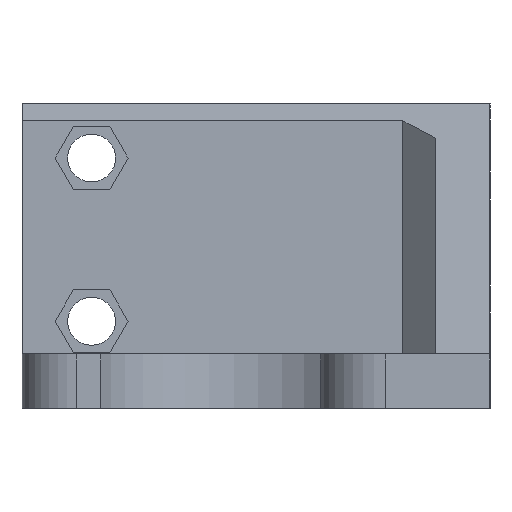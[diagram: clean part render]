
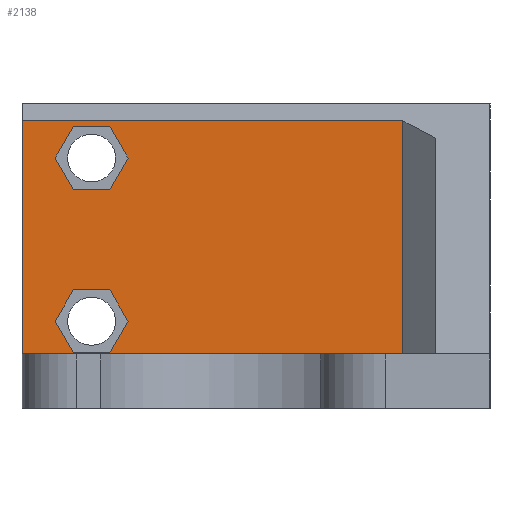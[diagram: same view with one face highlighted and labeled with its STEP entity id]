
A CAD part, left-side view. The second image highlights one B-rep face of the part: STEP entity #2138.
In plain terms, the highlighted planar face has unit normal (-1, 0, 0).
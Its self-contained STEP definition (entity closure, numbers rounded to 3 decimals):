
#1047 = DIRECTION ( 'NONE',  ( 0., 0., 1. ) ) ;
#1399 = DIRECTION ( 'NONE',  ( 1., 0., 0. ) ) ;
#1403 = PLANE ( 'NONE',  #1461 ) ;
#1433 = VECTOR ( 'NONE', #1486, 1000. ) ;
#1434 = CARTESIAN_POINT ( 'NONE',  ( -14.5, -19.9, -54.785 ) ) ;
#1435 = LINE ( 'NONE', #1434, #1433 ) ;
#1437 = CARTESIAN_POINT ( 'NONE',  ( -14.5, 9.651, 8. ) ) ;
#1441 = DIRECTION ( 'NONE',  ( 0., 0., -1. ) ) ;
#1447 = FACE_BOUND ( 'NONE', #3141, .T. ) ;
#1448 = DIRECTION ( 'NONE',  ( 0., 1., 0. ) ) ;
#1449 = VECTOR ( 'NONE', #1448, 1000. ) ;
#1452 = FACE_OUTER_BOUND ( 'NONE', #2758, .T. ) ;
#1456 = LINE ( 'NONE', #1459, #1449 ) ;
#1457 = FACE_BOUND ( 'NONE', #2809, .T. ) ;
#1458 = CARTESIAN_POINT ( 'NONE',  ( -14.5, -18.6, -55.536 ) ) ;
#1459 = CARTESIAN_POINT ( 'NONE',  ( -14.5, -18.6, 10.9 ) ) ;
#1461 = AXIS2_PLACEMENT_3D ( 'NONE', #1458, #1399, #1441 ) ;
#1486 = DIRECTION ( 'NONE',  ( 0., -0.5, -0.866 ) ) ;
#1488 = CARTESIAN_POINT ( 'NONE',  ( -14.5, 14.674, 5.1 ) ) ;
#1498 = CARTESIAN_POINT ( 'NONE',  ( -14.5, 16.349, 8. ) ) ;
#1588 = CARTESIAN_POINT ( 'NONE',  ( -14.5, 14.674, 10.9 ) ) ;
#1592 = DIRECTION ( 'NONE',  ( 0., -0.5, 0.866 ) ) ;
#1593 = VECTOR ( 'NONE', #1592, 1000. ) ;
#1594 = CARTESIAN_POINT ( 'NONE',  ( -14.5, 30.1, -27.419 ) ) ;
#1600 = LINE ( 'NONE', #1594, #1593 ) ;
#1601 = LINE ( 'NONE', #1652, #1651 ) ;
#1608 = DIRECTION ( 'NONE',  ( 0., 0.5, 0.866 ) ) ;
#1609 = VECTOR ( 'NONE', #1608, 1000. ) ;
#1610 = CARTESIAN_POINT ( 'NONE',  ( -14.5, -24.923, -51.885 ) ) ;
#1611 = LINE ( 'NONE', #1610, #1609 ) ;
#1615 = CARTESIAN_POINT ( 'NONE',  ( -14.5, 41.619, -20.769 ) ) ;
#1616 = LINE ( 'NONE', #1615, #1648 ) ;
#1618 = CARTESIAN_POINT ( 'NONE',  ( -14.5, 11.326, 10.9 ) ) ;
#1619 = DIRECTION ( 'NONE',  ( 0., 0.5, -0.866 ) ) ;
#1620 = VECTOR ( 'NONE', #1619, 1000. ) ;
#1621 = CARTESIAN_POINT ( 'NONE',  ( -14.5, 35.123, -24.519 ) ) ;
#1622 = LINE ( 'NONE', #1621, #1620 ) ;
#1623 = CARTESIAN_POINT ( 'NONE',  ( -14.5, 11.326, 5.1 ) ) ;
#1625 = DIRECTION ( 'NONE',  ( 0., 1., 0. ) ) ;
#1628 = LINE ( 'NONE', #1673, #1672 ) ;
#1629 = DIRECTION ( 'NONE',  ( 0., -1., 0. ) ) ;
#1630 = VECTOR ( 'NONE', #1629, 1000. ) ;
#1631 = CARTESIAN_POINT ( 'NONE',  ( -14.5, -18.6, 25.9 ) ) ;
#1632 = LINE ( 'NONE', #1631, #1647 ) ;
#1634 = CARTESIAN_POINT ( 'NONE',  ( -14.5, 14.674, 20.1 ) ) ;
#1638 = LINE ( 'NONE', #1639, #1630 ) ;
#1639 = CARTESIAN_POINT ( 'NONE',  ( -14.5, -18.6, 20.1 ) ) ;
#1641 = DIRECTION ( 'NONE',  ( 0., 0.5, -0.866 ) ) ;
#1647 = VECTOR ( 'NONE', #1625, 1000. ) ;
#1648 = VECTOR ( 'NONE', #1641, 1000. ) ;
#1650 = DIRECTION ( 'NONE',  ( 0., -1., 0. ) ) ;
#1651 = VECTOR ( 'NONE', #1650, 1000. ) ;
#1652 = CARTESIAN_POINT ( 'NONE',  ( -14.5, -18.6, 5.1 ) ) ;
#1671 = DIRECTION ( 'NONE',  ( 0., -0.5, -0.866 ) ) ;
#1672 = VECTOR ( 'NONE', #1671, 1000. ) ;
#1673 = CARTESIAN_POINT ( 'NONE',  ( -14.5, -26.396, -51.035 ) ) ;
#1675 = CARTESIAN_POINT ( 'NONE',  ( -14.5, 16.349, 23. ) ) ;
#1683 = CARTESIAN_POINT ( 'NONE',  ( -14.5, -15.6, 5. ) ) ;
#1741 = DIRECTION ( 'NONE',  ( 0., -1., 0. ) ) ;
#1742 = CARTESIAN_POINT ( 'NONE',  ( -14.5, 19.4, 5. ) ) ;
#1744 = VECTOR ( 'NONE', #1741, 1000. ) ;
#1745 = CARTESIAN_POINT ( 'NONE',  ( -14.5, -18.6, 5. ) ) ;
#1746 = LINE ( 'NONE', #1745, #1744 ) ;
#1808 = VECTOR ( 'NONE', #1047, 1000. ) ;
#1822 = CARTESIAN_POINT ( 'NONE',  ( -14.5, 19.4, -55.536 ) ) ;
#1823 = LINE ( 'NONE', #1822, #1808 ) ;
#2137 = EDGE_CURVE ( 'NONE', #2757, #2742, #1456, .T. ) ;
#2138 = ADVANCED_FACE ( 'NONE', ( #1457, #1452, #1447 ), #1403, .F. ) ;
#2206 = ORIENTED_EDGE ( 'NONE', *, *, #2760, .F. ) ;
#2234 = CARTESIAN_POINT ( 'NONE',  ( -14.5, 14.674, 25.9 ) ) ;
#2238 = ORIENTED_EDGE ( 'NONE', *, *, #2137, .F. ) ;
#2246 = CARTESIAN_POINT ( 'NONE',  ( -14.5, 9.651, 23. ) ) ;
#2272 = VECTOR ( 'NONE', #2330, 1000. ) ;
#2273 = DIRECTION ( 'NONE',  ( 0., -0.5, 0.866 ) ) ;
#2274 = VECTOR ( 'NONE', #2273, 1000. ) ;
#2275 = CARTESIAN_POINT ( 'NONE',  ( -14.5, 36.596, -23.669 ) ) ;
#2278 = DIRECTION ( 'NONE',  ( 0., 0.5, 0.866 ) ) ;
#2279 = CARTESIAN_POINT ( 'NONE',  ( -14.5, -31.419, -48.135 ) ) ;
#2280 = LINE ( 'NONE', #2279, #2285 ) ;
#2281 = CARTESIAN_POINT ( 'NONE',  ( -14.5, 19.4, 26.414 ) ) ;
#2283 = DIRECTION ( 'NONE',  ( 0., 0., 1. ) ) ;
#2284 = VECTOR ( 'NONE', #2283, 1000. ) ;
#2285 = VECTOR ( 'NONE', #2278, 1000. ) ;
#2286 = CARTESIAN_POINT ( 'NONE',  ( -14.5, -15.6, 26.414 ) ) ;
#2287 = LINE ( 'NONE', #2275, #2274 ) ;
#2288 = CARTESIAN_POINT ( 'NONE',  ( -14.5, -15.6, 26.414 ) ) ;
#2289 = LINE ( 'NONE', #2288, #2284 ) ;
#2294 = CARTESIAN_POINT ( 'NONE',  ( -14.5, 11.326, 25.9 ) ) ;
#2295 = CARTESIAN_POINT ( 'NONE',  ( -14.5, 0., 26.414 ) ) ;
#2296 = LINE ( 'NONE', #2295, #2272 ) ;
#2297 = CARTESIAN_POINT ( 'NONE',  ( -14.5, 11.326, 20.1 ) ) ;
#2330 = DIRECTION ( 'NONE',  ( 0., 1., 0. ) ) ;
#2357 = VERTEX_POINT ( 'NONE', #1437 ) ;
#2362 = EDGE_CURVE ( 'NONE', #2726, #2363, #1435, .T. ) ;
#2363 = VERTEX_POINT ( 'NONE', #1488 ) ;
#2695 = ORIENTED_EDGE ( 'NONE', *, *, #2362, .F. ) ;
#2726 = VERTEX_POINT ( 'NONE', #1498 ) ;
#2741 = ORIENTED_EDGE ( 'NONE', *, *, #2811, .T. ) ;
#2742 = VERTEX_POINT ( 'NONE', #1588 ) ;
#2747 = EDGE_CURVE ( 'NONE', #2742, #2726, #1622, .T. ) ;
#2748 = ORIENTED_EDGE ( 'NONE', *, *, #3139, .T. ) ;
#2749 = VERTEX_POINT ( 'NONE', #1623 ) ;
#2750 = EDGE_CURVE ( 'NONE', #2357, #2757, #1611, .T. ) ;
#2752 = ORIENTED_EDGE ( 'NONE', *, *, #2750, .F. ) ;
#2757 = VERTEX_POINT ( 'NONE', #1618 ) ;
#2758 = EDGE_LOOP ( 'NONE', ( #2741, #2748, #3169, #3146 ) ) ;
#2759 = EDGE_CURVE ( 'NONE', #2749, #2357, #1600, .T. ) ;
#2760 = EDGE_CURVE ( 'NONE', #2363, #2749, #1601, .T. ) ;
#2767 = EDGE_CURVE ( 'NONE', #3110, #2784, #1616, .T. ) ;
#2768 = ORIENTED_EDGE ( 'NONE', *, *, #2767, .F. ) ;
#2770 = EDGE_CURVE ( 'NONE', #2771, #3136, #1638, .T. ) ;
#2771 = VERTEX_POINT ( 'NONE', #1634 ) ;
#2774 = ORIENTED_EDGE ( 'NONE', *, *, #2783, .F. ) ;
#2777 = ORIENTED_EDGE ( 'NONE', *, *, #2770, .F. ) ;
#2778 = EDGE_CURVE ( 'NONE', #3137, #3110, #1632, .T. ) ;
#2783 = EDGE_CURVE ( 'NONE', #2784, #2771, #1628, .T. ) ;
#2784 = VERTEX_POINT ( 'NONE', #1675 ) ;
#2807 = VERTEX_POINT ( 'NONE', #1683 ) ;
#2808 = ORIENTED_EDGE ( 'NONE', *, *, #2747, .F. ) ;
#2809 = EDGE_LOOP ( 'NONE', ( #2695, #2808, #2238, #2752, #2810, #2206 ) ) ;
#2810 = ORIENTED_EDGE ( 'NONE', *, *, #2759, .F. ) ;
#2811 = EDGE_CURVE ( 'NONE', #2812, #2807, #1746, .T. ) ;
#2812 = VERTEX_POINT ( 'NONE', #1742 ) ;
#3110 = VERTEX_POINT ( 'NONE', #2234 ) ;
#3136 = VERTEX_POINT ( 'NONE', #2297 ) ;
#3137 = VERTEX_POINT ( 'NONE', #2294 ) ;
#3139 = EDGE_CURVE ( 'NONE', #2807, #3162, #2289, .T. ) ;
#3140 = ORIENTED_EDGE ( 'NONE', *, *, #2778, .F. ) ;
#3141 = EDGE_LOOP ( 'NONE', ( #3153, #3143, #2777, #2774, #2768, #3140 ) ) ;
#3143 = ORIENTED_EDGE ( 'NONE', *, *, #3151, .F. ) ;
#3146 = ORIENTED_EDGE ( 'NONE', *, *, #3167, .F. ) ;
#3147 = VERTEX_POINT ( 'NONE', #2246 ) ;
#3148 = EDGE_CURVE ( 'NONE', #3147, #3137, #2280, .T. ) ;
#3150 = VERTEX_POINT ( 'NONE', #2281 ) ;
#3151 = EDGE_CURVE ( 'NONE', #3136, #3147, #2287, .T. ) ;
#3153 = ORIENTED_EDGE ( 'NONE', *, *, #3148, .F. ) ;
#3154 = EDGE_CURVE ( 'NONE', #3162, #3150, #2296, .T. ) ;
#3162 = VERTEX_POINT ( 'NONE', #2286 ) ;
#3167 = EDGE_CURVE ( 'NONE', #2812, #3150, #1823, .T. ) ;
#3169 = ORIENTED_EDGE ( 'NONE', *, *, #3154, .T. ) ;
